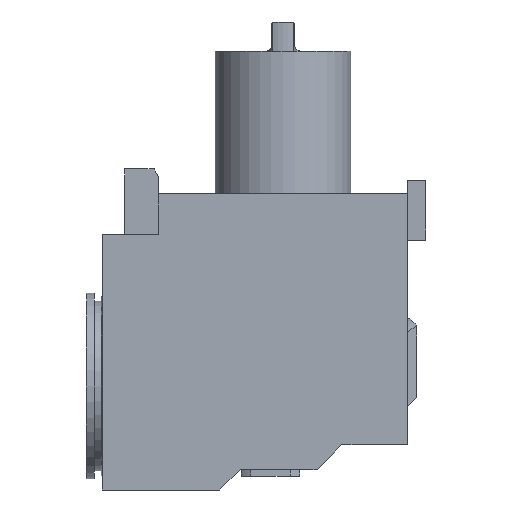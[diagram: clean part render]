
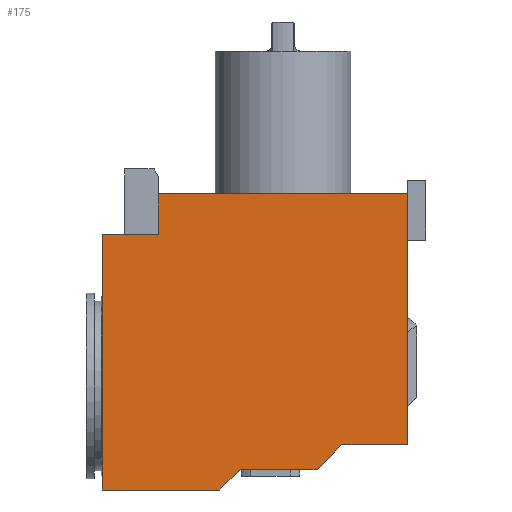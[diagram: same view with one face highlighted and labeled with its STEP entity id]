
A CAD part, front view. The second image highlights one B-rep face of the part: STEP entity #175.
In plain terms, the highlighted planar face has unit normal (0, -1, 0).
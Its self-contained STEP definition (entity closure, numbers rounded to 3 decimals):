
#85=FACE_OUTER_BOUND('',#406,.T.);
#175=ADVANCED_FACE('',(#85),#236,.T.);
#236=PLANE('',#1467);
#406=EDGE_LOOP('',(#660,#661,#662,#663,#664,#665,#666,#667,#668,#669));
#660=ORIENTED_EDGE('',*,*,#972,.T.);
#661=ORIENTED_EDGE('',*,*,#1070,.T.);
#662=ORIENTED_EDGE('',*,*,#1044,.T.);
#663=ORIENTED_EDGE('',*,*,#1041,.T.);
#664=ORIENTED_EDGE('',*,*,#946,.T.);
#665=ORIENTED_EDGE('',*,*,#1071,.T.);
#666=ORIENTED_EDGE('',*,*,#1072,.T.);
#667=ORIENTED_EDGE('',*,*,#931,.T.);
#668=ORIENTED_EDGE('',*,*,#990,.T.);
#669=ORIENTED_EDGE('',*,*,#1073,.T.);
#800=VERTEX_POINT('',#1910);
#807=VERTEX_POINT('',#1923);
#822=VERTEX_POINT('',#1956);
#823=VERTEX_POINT('',#1958);
#846=VERTEX_POINT('',#2070);
#847=VERTEX_POINT('',#2072);
#862=VERTEX_POINT('',#2108);
#896=VERTEX_POINT('',#2212);
#898=VERTEX_POINT('',#2218);
#912=VERTEX_POINT('',#2274);
#931=EDGE_CURVE('',#800,#807,#1111,.T.);
#946=EDGE_CURVE('',#823,#822,#1122,.T.);
#972=EDGE_CURVE('',#847,#846,#1135,.T.);
#990=EDGE_CURVE('',#807,#862,#1145,.T.);
#1041=EDGE_CURVE('',#896,#823,#1181,.T.);
#1044=EDGE_CURVE('',#898,#896,#1184,.T.);
#1070=EDGE_CURVE('',#846,#898,#1204,.T.);
#1071=EDGE_CURVE('',#822,#912,#1205,.T.);
#1072=EDGE_CURVE('',#912,#800,#1206,.T.);
#1073=EDGE_CURVE('',#862,#847,#1207,.T.);
#1111=LINE('',#1924,#1235);
#1122=LINE('',#1957,#1246);
#1135=LINE('',#2071,#1259);
#1145=LINE('',#2109,#1269);
#1181=LINE('',#2211,#1305);
#1184=LINE('',#2217,#1308);
#1204=LINE('',#2272,#1328);
#1205=LINE('',#2273,#1329);
#1206=LINE('',#2275,#1330);
#1207=LINE('',#2276,#1331);
#1235=VECTOR('',#1522,1.);
#1246=VECTOR('',#1547,1.);
#1259=VECTOR('',#1598,1.);
#1269=VECTOR('',#1632,1.);
#1305=VECTOR('',#1734,1.);
#1308=VECTOR('',#1739,1.);
#1328=VECTOR('',#1801,1.);
#1329=VECTOR('',#1802,1.);
#1330=VECTOR('',#1803,1.);
#1331=VECTOR('',#1804,1.);
#1467=AXIS2_PLACEMENT_3D('',#2277,#1805,#1806);
#1522=DIRECTION('',(0.,0.,1.));
#1547=DIRECTION('',(1.,0.,0.));
#1598=DIRECTION('',(-1.,0.,0.));
#1632=DIRECTION('',(-1.,0.,0.));
#1734=DIRECTION('',(0.707,0.,0.707));
#1739=DIRECTION('',(1.,0.,0.));
#1801=DIRECTION('',(0.,0.,-1.));
#1802=DIRECTION('',(0.707,0.,0.707));
#1803=DIRECTION('',(1.,0.,0.));
#1804=DIRECTION('',(0.,0.,-1.));
#1805=DIRECTION('',(0.,-1.,0.));
#1806=DIRECTION('',(0.,0.,-1.));
#1910=CARTESIAN_POINT('',(55.,-49.,-111.));
#1923=CARTESIAN_POINT('',(55.,-49.,0.));
#1924=CARTESIAN_POINT('',(55.,-49.,0.));
#1956=CARTESIAN_POINT('',(15.,-49.,-122.));
#1957=CARTESIAN_POINT('',(-19.,-49.,-122.));
#1958=CARTESIAN_POINT('',(-19.,-49.,-122.));
#2070=CARTESIAN_POINT('',(-80.,-49.,-18.));
#2071=CARTESIAN_POINT('',(-55.,-49.,-18.));
#2072=CARTESIAN_POINT('',(-55.,-49.,-18.));
#2108=CARTESIAN_POINT('',(-55.,-49.,0.));
#2109=CARTESIAN_POINT('',(55.,-49.,0.));
#2211=CARTESIAN_POINT('',(-28.,-49.,-131.));
#2212=CARTESIAN_POINT('',(-28.,-49.,-131.));
#2217=CARTESIAN_POINT('',(-80.,-49.,-131.));
#2218=CARTESIAN_POINT('',(-80.,-49.,-131.));
#2272=CARTESIAN_POINT('',(-80.,-49.,-18.));
#2273=CARTESIAN_POINT('',(15.,-49.,-122.));
#2274=CARTESIAN_POINT('',(26.,-49.,-111.));
#2275=CARTESIAN_POINT('',(26.,-49.,-111.));
#2276=CARTESIAN_POINT('',(-55.,-49.,0.));
#2277=CARTESIAN_POINT('',(-80.,-49.,-18.));
